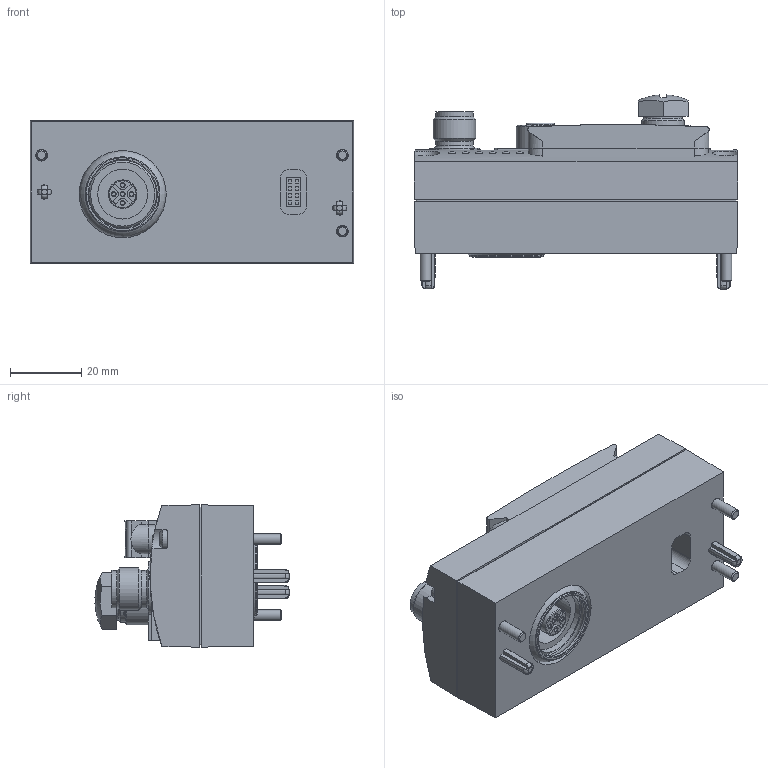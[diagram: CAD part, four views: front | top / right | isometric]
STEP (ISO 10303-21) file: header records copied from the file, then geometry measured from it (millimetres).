
FILE_DESCRIPTION(/* description */ ('STEP AP214'),/* implementation_level */ '2;1');
FILE_NAME(/* name */ '572556_CTEU-EC',/* time_stamp */ '2024-07-30T16:29:13+02:00',/* author */ ('License CC BY-ND 4.0'),/* organization */ ('CADENAS'),/* preprocessor_version */ 'ST-DEVELOPER v19.3',/* originating_system */ 'PARTsolutions',/* authorisation */ ' ');
FILE_SCHEMA (('AUTOMOTIVE_DESIGN {1 0 10303 214 3 1 1}'));
Length unit declared in the file: millimetre
Products named in the file (6): 572556 CTEU-EC; 572556 CTEU-EC---(B_0); 165592 ISK-M12; 659765 DELTA PT WN5452 3x32; 1045165 CTMU-F14; 666579 F-M3x10-450
Assembly tree (8 placements, depth 2):
  572556 CTEU-EC
    572556 CTEU-EC---(B_0)
    165592 ISK-M12
    659765 DELTA PT WN5452 3x32  x3
    1045165 CTMU-F14
    666579 F-M3x10-450  x2
Bounding box: 91 x 54.55 x 40 mm (x, y, z)
Volume: 104082 mm3; surface area: 26897.1 mm2
Topology: 8 solids, 8 shells, 692 faces, 1679 edges, 1096 vertices
Faces by surface type: plane 396, cylinder 189, cone 72, torus 34, sphere 1
Full cylindrical faces by diameter (mm): 1 x5, 1.1 x15, 2.3 x3, 2.459 x2, 2.6 x2, 3 x5, 3.3 x3, 3.5 x2, 5.6 x5, 6.5 x2, 8 x1, 8.3 x1, 8.6 x1, 9 x2, 10.106 x2, 10.3 x1, 10.5 x2, 10.773 x1, 12 x2, 12.2 x2, 13.5 x2, 14 x2, 18 x1, 19 x1, 21 x1, 21.5 x1, 24.5 x1
Entity records: 20148 total; most frequent: CARTESIAN_POINT 3294, DIRECTION 2771, ORIENTED_EDGE 2612, EDGE_CURVE 1306, AXIS2_PLACEMENT_3D 971, VERTEX_POINT 922, LINE 829, VECTOR 829
